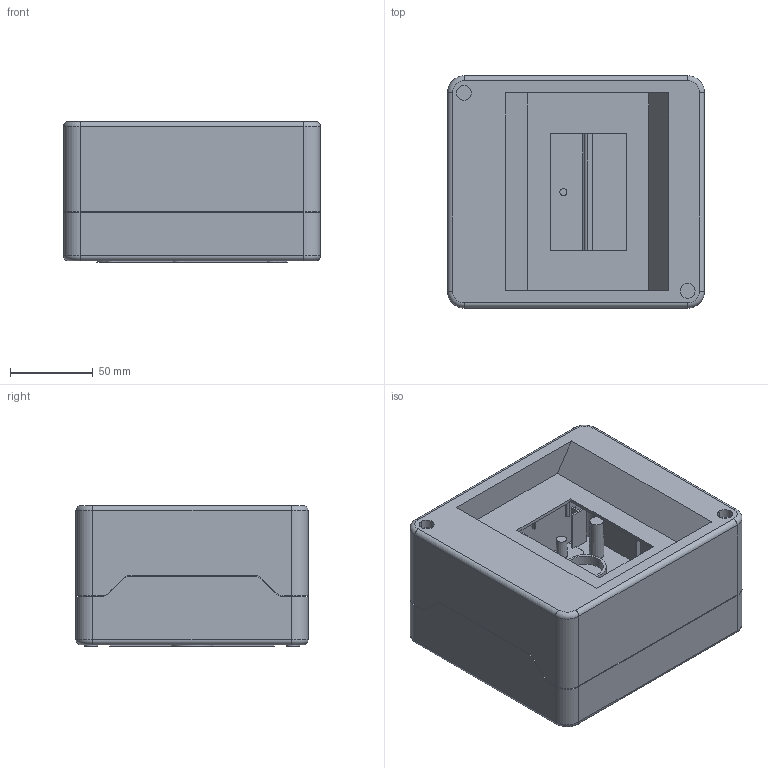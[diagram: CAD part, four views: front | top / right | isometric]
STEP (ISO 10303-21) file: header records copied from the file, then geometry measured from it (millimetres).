
FILE_DESCRIPTION((''),'2;1');
FILE_NAME('GW40024_ASM','2021-07-16T10:05:29',('User'),('Axiro Italia'),'CREO PARAMETRIC BY PTC INC, 2020354','CREO PARAMETRIC BY PTC INC, 2020354','');
FILE_SCHEMA(('CONFIG_CONTROL_DESIGN'));
Length unit declared in the file: millimetre
Products named in the file (4): GW40024_SCATOLA_OR_RED; GW40024_COPERCHIO_OR_RED; GUIDA_DIN_6; GW40024_ASM
Assembly tree (3 placements, depth 2):
  GW40024_ASM
    GW40024_SCATOLA_OR_RED
    GW40024_COPERCHIO_OR_RED
    GUIDA_DIN_6
Bounding box: 155 x 140 x 85 mm (x, y, z)
Volume: 245478.8 mm3; surface area: 214184.7 mm2
Topology: 3 solids, 3 shells, 546 faces, 1464 edges, 961 vertices
Faces by surface type: plane 348, cylinder 154, cone 36, torus 8
Entity records: 17152 total; most frequent: CARTESIAN_POINT 3094, ORIENTED_EDGE 2916, DIRECTION 2902, EDGE_CURVE 1458, VECTOR 1060, LINE 1060, VERTEX_POINT 961, AXIS2_PLACEMENT_3D 921
